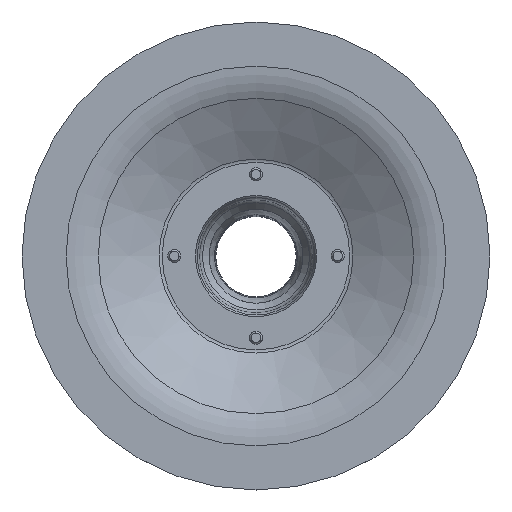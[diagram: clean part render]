
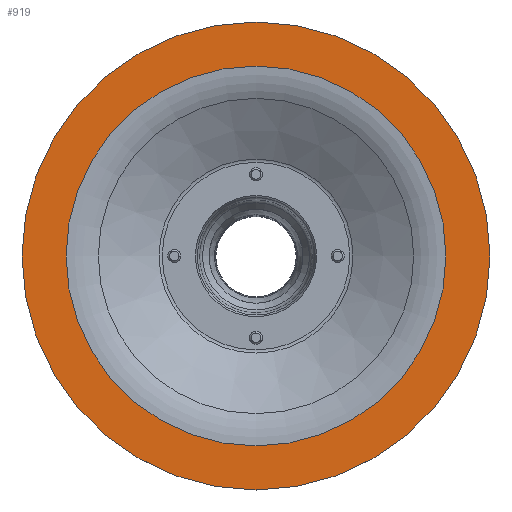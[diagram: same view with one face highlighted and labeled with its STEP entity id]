
A CAD part, top view. The second image highlights one B-rep face of the part: STEP entity #919.
In plain terms, the highlighted planar face has unit normal (0, 0, 1).
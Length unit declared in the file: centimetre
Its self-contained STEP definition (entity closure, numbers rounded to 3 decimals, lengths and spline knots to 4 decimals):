
#102=FACE_BOUND('',#194,.T.);
#108=PLANE('',#1103);
#124=FACE_OUTER_BOUND('',#193,.T.);
#193=EDGE_LOOP('',(#646));
#194=EDGE_LOOP('',(#647));
#252=CIRCLE('',#1074,146.);
#269=CIRCLE('',#1101,118.5);
#361=VERTEX_POINT('',#1669);
#375=VERTEX_POINT('',#1714);
#453=EDGE_CURVE('',#361,#361,#252,.T.);
#473=EDGE_CURVE('',#375,#375,#269,.T.);
#646=ORIENTED_EDGE('',*,*,#453,.F.);
#647=ORIENTED_EDGE('',*,*,#473,.T.);
#919=ADVANCED_FACE('',(#124,#102),#108,.T.);
#1074=AXIS2_PLACEMENT_3D('',#1671,#1263,#1264);
#1101=AXIS2_PLACEMENT_3D('',#1715,#1320,#1321);
#1103=AXIS2_PLACEMENT_3D('',#1717,#1324,#1325);
#1263=DIRECTION('center_axis',(0.,0.,-1.));
#1264=DIRECTION('ref_axis',(1.,0.,0.));
#1320=DIRECTION('center_axis',(0.,0.,-1.));
#1321=DIRECTION('ref_axis',(1.,0.,0.));
#1324=DIRECTION('center_axis',(0.,0.,1.));
#1325=DIRECTION('ref_axis',(0.,-1.,0.));
#1669=CARTESIAN_POINT('',(146.,0.,250.));
#1671=CARTESIAN_POINT('Origin',(0.,0.,250.));
#1714=CARTESIAN_POINT('',(0.,-118.5,250.));
#1715=CARTESIAN_POINT('Origin',(0.,0.,250.));
#1717=CARTESIAN_POINT('Origin',(-146.,0.,250.));
